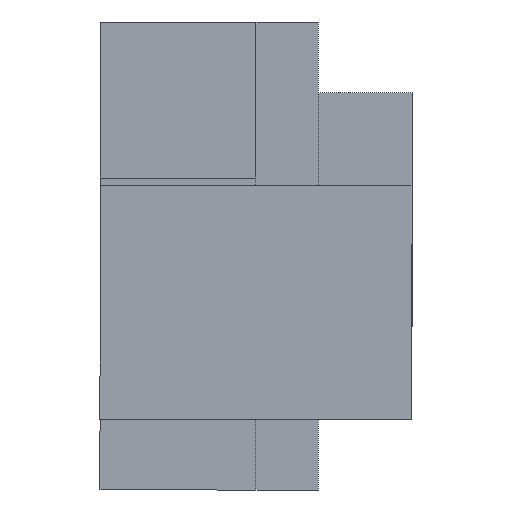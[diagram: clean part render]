
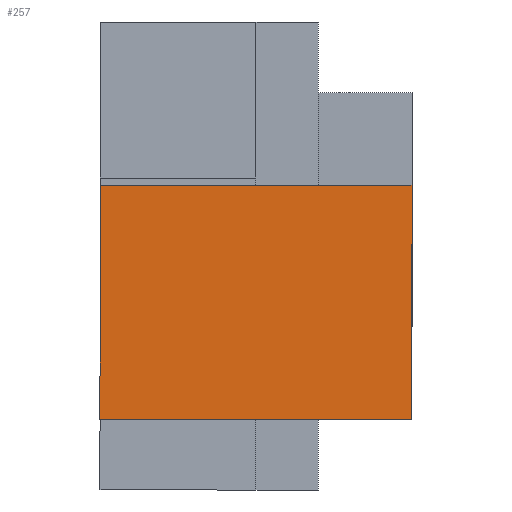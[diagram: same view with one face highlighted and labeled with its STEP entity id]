
A CAD part, left-side view. The second image highlights one B-rep face of the part: STEP entity #257.
In plain terms, the highlighted face is planar.
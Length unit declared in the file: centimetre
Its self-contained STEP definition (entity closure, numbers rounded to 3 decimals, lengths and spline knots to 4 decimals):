
#10 = DIRECTION ( 'NONE',  ( 0., 0., -1. ) ) ;
#13 = CARTESIAN_POINT ( 'NONE',  ( 0.75, -2., 0.75 ) ) ;
#22 = VERTEX_POINT ( 'NONE', #678 ) ;
#56 = ORIENTED_EDGE ( 'NONE', *, *, #393, .F. ) ;
#67 = PLANE ( 'NONE',  #161 ) ;
#72 = CARTESIAN_POINT ( 'NONE',  ( 0.75, -2., 0.75 ) ) ;
#98 = VECTOR ( 'NONE', #648, 100. ) ;
#109 = DIRECTION ( 'NONE',  ( 1., 0., 0. ) ) ;
#136 = ORIENTED_EDGE ( 'NONE', *, *, #544, .T. ) ;
#145 = EDGE_CURVE ( 'NONE', #507, #162, #423, .T. ) ;
#161 = AXIS2_PLACEMENT_3D ( 'NONE', #72, #109, #10 ) ;
#162 = VERTEX_POINT ( 'NONE', #322 ) ;
#192 = CARTESIAN_POINT ( 'NONE',  ( 0.75, -2., -0.75 ) ) ;
#225 = DIRECTION ( 'NONE',  ( 0., 1., 0. ) ) ;
#237 = CARTESIAN_POINT ( 'NONE',  ( 0.75, -2., 0.75 ) ) ;
#257 = ADVANCED_FACE ( 'NONE', ( #683 ), #67, .T. ) ;
#270 = CARTESIAN_POINT ( 'NONE',  ( 0.75, -2., 0.75 ) ) ;
#283 = CARTESIAN_POINT ( 'NONE',  ( 0.75, 0., 0.75 ) ) ;
#285 = EDGE_CURVE ( 'NONE', #597, #22, #440, .T. ) ;
#322 = CARTESIAN_POINT ( 'NONE',  ( 0.75, -2., -0.75 ) ) ;
#348 = LINE ( 'NONE', #192, #401 ) ;
#354 = ORIENTED_EDGE ( 'NONE', *, *, #145, .T. ) ;
#376 = EDGE_LOOP ( 'NONE', ( #667, #56, #354, #136 ) ) ;
#380 = DIRECTION ( 'NONE',  ( 0., 0., -1. ) ) ;
#393 = EDGE_CURVE ( 'NONE', #507, #597, #432, .T. ) ;
#401 = VECTOR ( 'NONE', #664, 100. ) ;
#423 = LINE ( 'NONE', #270, #638 ) ;
#432 = LINE ( 'NONE', #13, #671 ) ;
#439 = CARTESIAN_POINT ( 'NONE',  ( 0.75, 0., 0.75 ) ) ;
#440 = LINE ( 'NONE', #439, #98 ) ;
#507 = VERTEX_POINT ( 'NONE', #237 ) ;
#544 = EDGE_CURVE ( 'NONE', #162, #22, #348, .T. ) ;
#597 = VERTEX_POINT ( 'NONE', #283 ) ;
#638 = VECTOR ( 'NONE', #380, 100. ) ;
#648 = DIRECTION ( 'NONE',  ( 0., 0., -1. ) ) ;
#664 = DIRECTION ( 'NONE',  ( 0., 1., 0. ) ) ;
#667 = ORIENTED_EDGE ( 'NONE', *, *, #285, .F. ) ;
#671 = VECTOR ( 'NONE', #225, 100. ) ;
#678 = CARTESIAN_POINT ( 'NONE',  ( 0.75, 0., -0.75 ) ) ;
#683 = FACE_OUTER_BOUND ( 'NONE', #376, .T. ) ;
